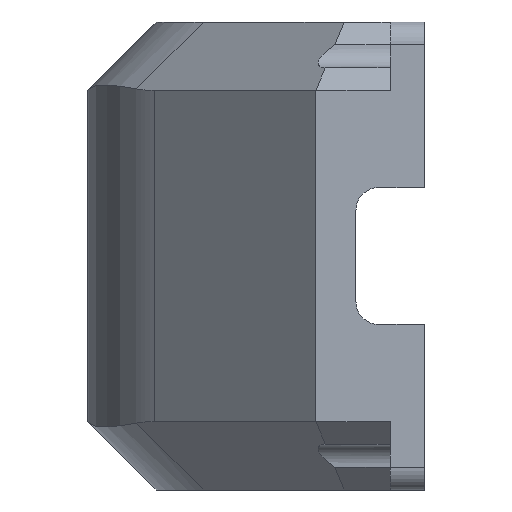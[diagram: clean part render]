
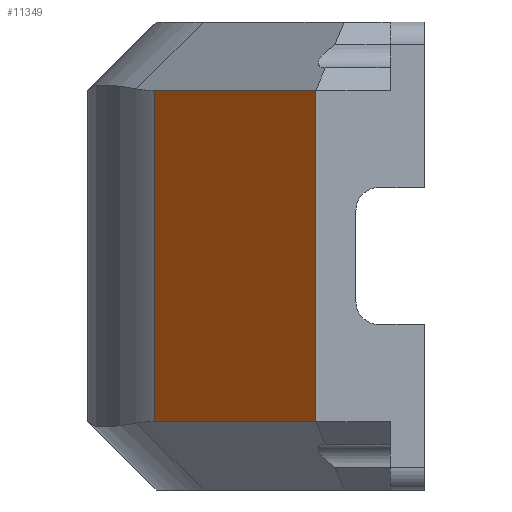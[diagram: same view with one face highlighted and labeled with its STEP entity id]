
A CAD part, left-side view. The second image highlights one B-rep face of the part: STEP entity #11349.
In plain terms, the highlighted planar face has unit normal (-0.707, 0.707, 0).
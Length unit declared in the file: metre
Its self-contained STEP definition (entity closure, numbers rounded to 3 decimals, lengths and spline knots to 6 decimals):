
#666=LINE('',#15512,#1668);
#699=LINE('',#15579,#1701);
#700=LINE('',#15581,#1702);
#701=LINE('',#15583,#1703);
#1668=VECTOR('',#12583,1.);
#1701=VECTOR('',#12642,1.);
#1702=VECTOR('',#12643,1.);
#1703=VECTOR('',#12644,1.);
#3036=ORIENTED_EDGE('',*,*,#6546,.T.);
#3037=ORIENTED_EDGE('',*,*,#6547,.T.);
#3038=ORIENTED_EDGE('',*,*,#6548,.T.);
#3039=ORIENTED_EDGE('',*,*,#6509,.F.);
#6509=EDGE_CURVE('',#8242,#8248,#666,.T.);
#6546=EDGE_CURVE('',#8242,#8291,#699,.F.);
#6547=EDGE_CURVE('',#8291,#8292,#700,.F.);
#6548=EDGE_CURVE('',#8292,#8248,#701,.F.);
#8242=VERTEX_POINT('',#15444);
#8248=VERTEX_POINT('',#15458);
#8291=VERTEX_POINT('',#15580);
#8292=VERTEX_POINT('',#15582);
#9737=EDGE_LOOP('',(#3036,#3037,#3038,#3039));
#10433=FACE_BOUND('',#9737,.T.);
#11093=PLANE('',#12021);
#11349=ADVANCED_FACE('',(#10433),#11093,.F.);
#12021=AXIS2_PLACEMENT_3D('',#15578,#12640,#12641);
#12583=DIRECTION('',(0.,0.,-1.));
#12640=DIRECTION('',(0.707,-0.707,0.));
#12641=DIRECTION('',(0.,0.,-1.));
#12642=DIRECTION('',(-0.707,-0.707,0.));
#12643=DIRECTION('',(0.,0.,1.));
#12644=DIRECTION('',(0.707,0.707,0.));
#15444=CARTESIAN_POINT('',(-0.038,0.005007,0.0145));
#15458=CARTESIAN_POINT('',(-0.038,0.005007,-0.0145));
#15512=CARTESIAN_POINT('',(-0.038,0.005007,0.));
#15578=CARTESIAN_POINT('',(-0.038,0.005007,0.));
#15579=CARTESIAN_POINT('',(-0.038,0.005007,0.0145));
#15580=CARTESIAN_POINT('',(-0.023858,0.019149,0.0145));
#15581=CARTESIAN_POINT('',(-0.023858,0.019149,-0.0145));
#15582=CARTESIAN_POINT('',(-0.023858,0.019149,-0.0145));
#15583=CARTESIAN_POINT('',(-0.038,0.005007,-0.0145));
